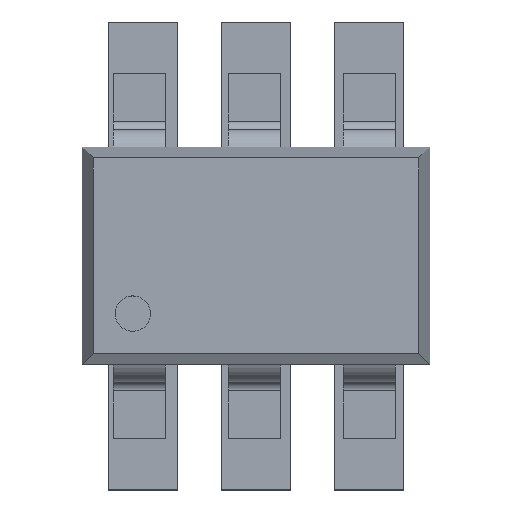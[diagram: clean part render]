
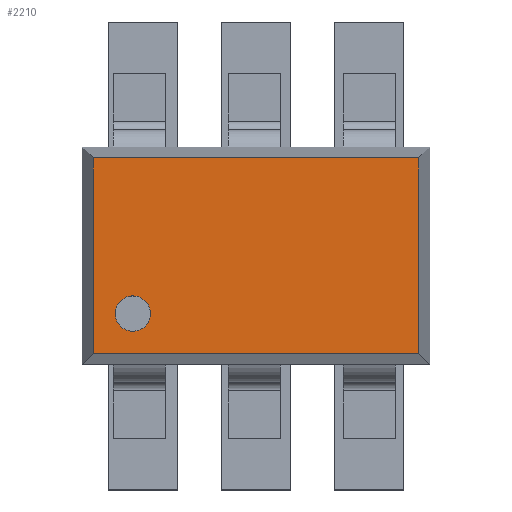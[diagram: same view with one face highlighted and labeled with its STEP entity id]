
A CAD part, top view. The second image highlights one B-rep face of the part: STEP entity #2210.
In plain terms, the highlighted planar face has unit normal (0, 0, 1).
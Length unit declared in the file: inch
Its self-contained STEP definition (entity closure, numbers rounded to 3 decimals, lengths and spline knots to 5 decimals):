
#80 = VECTOR ( 'NONE', #2041, 39.37008 ) ;
#103 = LINE ( 'NONE', #2876, #2640 ) ;
#108 = VECTOR ( 'NONE', #562, 39.37008 ) ;
#171 = EDGE_LOOP ( 'NONE', ( #2937, #849, #2744, #1177 ) ) ;
#266 = AXIS2_PLACEMENT_3D ( 'NONE', #2870, #1123, #2130 ) ;
#386 = VERTEX_POINT ( 'NONE', #1998 ) ;
#429 = ORIENTED_EDGE ( 'NONE', *, *, #1607, .F. ) ;
#459 = CARTESIAN_POINT ( 'NONE',  ( -0.03687, 0.02211, 0.04631 ) ) ;
#514 = LINE ( 'NONE', #1072, #108 ) ;
#544 = CARTESIAN_POINT ( 'NONE',  ( 0.03687, 0.02211, 0.04631 ) ) ;
#562 = DIRECTION ( 'NONE',  ( 0., 1., 0. ) ) ;
#703 = VERTEX_POINT ( 'NONE', #544 ) ;
#705 = FACE_OUTER_BOUND ( 'NONE', #171, .T. ) ;
#751 = DIRECTION ( 'NONE',  ( 0., 0., 1. ) ) ;
#840 = AXIS2_PLACEMENT_3D ( 'NONE', #1741, #751, #2219 ) ;
#849 = ORIENTED_EDGE ( 'NONE', *, *, #1217, .T. ) ;
#990 = LINE ( 'NONE', #1039, #80 ) ;
#994 = PLANE ( 'NONE',  #840 ) ;
#1020 = VERTEX_POINT ( 'NONE', #2914 ) ;
#1039 = CARTESIAN_POINT ( 'NONE',  ( -0.03687, -0.02211, 0.04631 ) ) ;
#1072 = CARTESIAN_POINT ( 'NONE',  ( 0.03687, -0.02211, 0.04631 ) ) ;
#1088 = CARTESIAN_POINT ( 'NONE',  ( -0.03187, -0.01311, 0.04631 ) ) ;
#1123 = DIRECTION ( 'NONE',  ( 0., 0., 1. ) ) ;
#1135 = CIRCLE ( 'NONE', #1562, 0.004 ) ;
#1174 = DIRECTION ( 'NONE',  ( 0., 0., 1. ) ) ;
#1177 = ORIENTED_EDGE ( 'NONE', *, *, #1757, .T. ) ;
#1217 = EDGE_CURVE ( 'NONE', #703, #1697, #103, .T. ) ;
#1364 = DIRECTION ( 'NONE',  ( -1., 0., 0. ) ) ;
#1429 = CARTESIAN_POINT ( 'NONE',  ( -0.03687, 0.02211, 0.04631 ) ) ;
#1506 = VERTEX_POINT ( 'NONE', #1088 ) ;
#1562 = AXIS2_PLACEMENT_3D ( 'NONE', #2182, #1174, #2675 ) ;
#1607 = EDGE_CURVE ( 'NONE', #1506, #386, #1135, .T. ) ;
#1690 = VERTEX_POINT ( 'NONE', #2503 ) ;
#1697 = VERTEX_POINT ( 'NONE', #459 ) ;
#1741 = CARTESIAN_POINT ( 'NONE',  ( 0., 0., 0.04631 ) ) ;
#1757 = EDGE_CURVE ( 'NONE', #1020, #1690, #990, .T. ) ;
#1852 = CIRCLE ( 'NONE', #266, 0.004 ) ;
#1967 = LINE ( 'NONE', #1429, #3165 ) ;
#1975 = EDGE_LOOP ( 'NONE', ( #2429, #429 ) ) ;
#1998 = CARTESIAN_POINT ( 'NONE',  ( -0.02387, -0.01311, 0.04631 ) ) ;
#2041 = DIRECTION ( 'NONE',  ( 1., 0., 0. ) ) ;
#2130 = DIRECTION ( 'NONE',  ( 1., 0., 0. ) ) ;
#2182 = CARTESIAN_POINT ( 'NONE',  ( -0.02787, -0.01311, 0.04631 ) ) ;
#2210 = ADVANCED_FACE ( 'NONE', ( #705, #2752 ), #994, .T. ) ;
#2213 = EDGE_CURVE ( 'NONE', #1697, #1020, #1967, .T. ) ;
#2219 = DIRECTION ( 'NONE',  ( 1., 0., 0. ) ) ;
#2351 = EDGE_CURVE ( 'NONE', #1690, #703, #514, .T. ) ;
#2429 = ORIENTED_EDGE ( 'NONE', *, *, #2881, .F. ) ;
#2503 = CARTESIAN_POINT ( 'NONE',  ( 0.03687, -0.02211, 0.04631 ) ) ;
#2640 = VECTOR ( 'NONE', #1364, 39.37008 ) ;
#2675 = DIRECTION ( 'NONE',  ( 1., 0., 0. ) ) ;
#2703 = DIRECTION ( 'NONE',  ( 0., -1., 0. ) ) ;
#2744 = ORIENTED_EDGE ( 'NONE', *, *, #2213, .T. ) ;
#2752 = FACE_BOUND ( 'NONE', #1975, .T. ) ;
#2870 = CARTESIAN_POINT ( 'NONE',  ( -0.02787, -0.01311, 0.04631 ) ) ;
#2876 = CARTESIAN_POINT ( 'NONE',  ( 0.03687, 0.02211, 0.04631 ) ) ;
#2881 = EDGE_CURVE ( 'NONE', #386, #1506, #1852, .T. ) ;
#2914 = CARTESIAN_POINT ( 'NONE',  ( -0.03687, -0.02211, 0.04631 ) ) ;
#2937 = ORIENTED_EDGE ( 'NONE', *, *, #2351, .T. ) ;
#3165 = VECTOR ( 'NONE', #2703, 39.37008 ) ;
